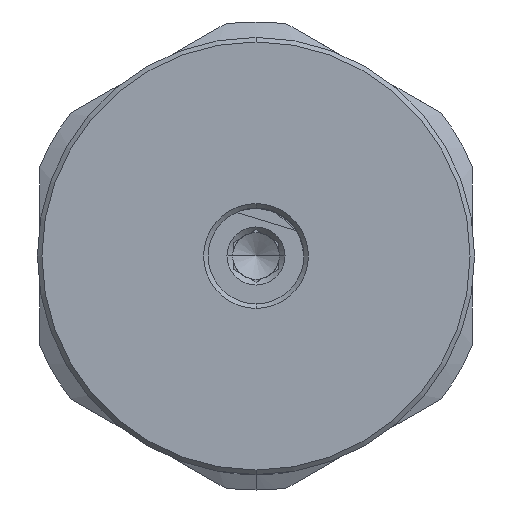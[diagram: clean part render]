
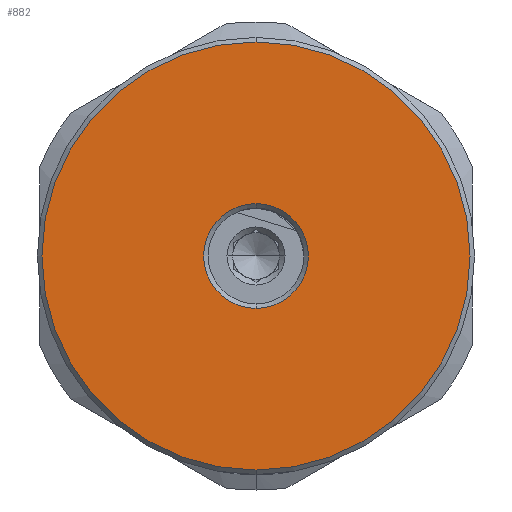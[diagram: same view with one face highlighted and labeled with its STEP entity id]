
A CAD part, left-side view. The second image highlights one B-rep face of the part: STEP entity #882.
In plain terms, the highlighted planar face has unit normal (-1, 0, 0).
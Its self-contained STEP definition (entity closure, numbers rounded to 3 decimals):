
#69 = CIRCLE ( 'NONE', #21023, 4.6 ) ;
#882 = ADVANCED_FACE ( 'NONE', ( #8368, #29669 ), #20362, .F. ) ;
#1764 = ORIENTED_EDGE ( 'NONE', *, *, #12846, .T. ) ;
#3452 = DIRECTION ( 'NONE',  ( 0., 0., 1. ) ) ;
#4706 = DIRECTION ( 'NONE',  ( 0., 0., 1. ) ) ;
#5748 = CARTESIAN_POINT ( 'NONE',  ( -101.478, 0., 0. ) ) ;
#6177 = DIRECTION ( 'NONE',  ( 1., 0., 0. ) ) ;
#6812 = DIRECTION ( 'NONE',  ( -1., 0., 0. ) ) ;
#6911 = CARTESIAN_POINT ( 'NONE',  ( -101.478, 0., 0. ) ) ;
#7222 = ORIENTED_EDGE ( 'NONE', *, *, #15289, .T. ) ;
#7319 = CIRCLE ( 'NONE', #19546, 18.8 ) ;
#7494 = CIRCLE ( 'NONE', #17225, 18.8 ) ;
#7859 = CIRCLE ( 'NONE', #23005, 4.6 ) ;
#8368 = FACE_BOUND ( 'NONE', #15541, .T. ) ;
#10598 = DIRECTION ( 'NONE',  ( 0., 0., 1. ) ) ;
#12846 = EDGE_CURVE ( 'NONE', #30367, #19715, #69, .T. ) ;
#13493 = DIRECTION ( 'NONE',  ( 0., 0., 1. ) ) ;
#13814 = CARTESIAN_POINT ( 'NONE',  ( -101.478, 0., 0. ) ) ;
#14033 = DIRECTION ( 'NONE',  ( 0., 0., 1. ) ) ;
#15289 = EDGE_CURVE ( 'NONE', #26699, #20232, #7494, .T. ) ;
#15435 = EDGE_CURVE ( 'NONE', #19715, #30367, #7859, .T. ) ;
#15541 = EDGE_LOOP ( 'NONE', ( #17438, #1764 ) ) ;
#16113 = DIRECTION ( 'NONE',  ( -1., 0., 0. ) ) ;
#16874 = CARTESIAN_POINT ( 'NONE',  ( -101.478, 0., -4.6 ) ) ;
#17225 = AXIS2_PLACEMENT_3D ( 'NONE', #26015, #6812, #4706 ) ;
#17438 = ORIENTED_EDGE ( 'NONE', *, *, #15435, .T. ) ;
#19546 = AXIS2_PLACEMENT_3D ( 'NONE', #13814, #16113, #13493 ) ;
#19715 = VERTEX_POINT ( 'NONE', #16874 ) ;
#20068 = CARTESIAN_POINT ( 'NONE',  ( -101.478, 0., 0. ) ) ;
#20232 = VERTEX_POINT ( 'NONE', #27715 ) ;
#20283 = DIRECTION ( 'NONE',  ( 1., 0., 0. ) ) ;
#20362 = PLANE ( 'NONE',  #27713 ) ;
#21023 = AXIS2_PLACEMENT_3D ( 'NONE', #20068, #20283, #10598 ) ;
#22390 = EDGE_LOOP ( 'NONE', ( #7222, #30125 ) ) ;
#23005 = AXIS2_PLACEMENT_3D ( 'NONE', #6911, #28333, #14033 ) ;
#23485 = EDGE_CURVE ( 'NONE', #20232, #26699, #7319, .T. ) ;
#24959 = CARTESIAN_POINT ( 'NONE',  ( -101.478, 0., 18.8 ) ) ;
#26015 = CARTESIAN_POINT ( 'NONE',  ( -101.478, 0., 0. ) ) ;
#26699 = VERTEX_POINT ( 'NONE', #24959 ) ;
#27713 = AXIS2_PLACEMENT_3D ( 'NONE', #5748, #6177, #3452 ) ;
#27715 = CARTESIAN_POINT ( 'NONE',  ( -101.478, 0., -18.8 ) ) ;
#28333 = DIRECTION ( 'NONE',  ( 1., 0., 0. ) ) ;
#29669 = FACE_OUTER_BOUND ( 'NONE', #22390, .T. ) ;
#30125 = ORIENTED_EDGE ( 'NONE', *, *, #23485, .T. ) ;
#30367 = VERTEX_POINT ( 'NONE', #30640 ) ;
#30640 = CARTESIAN_POINT ( 'NONE',  ( -101.478, 0., 4.6 ) ) ;
